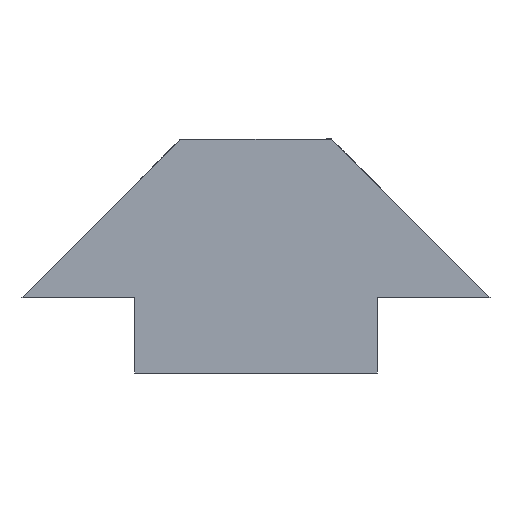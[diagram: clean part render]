
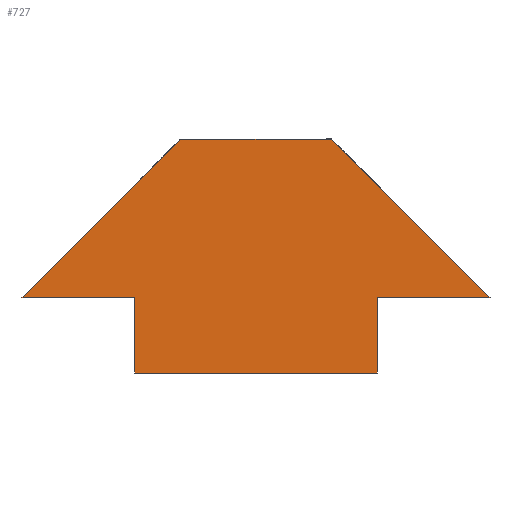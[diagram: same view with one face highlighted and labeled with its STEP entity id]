
A CAD part, front view. The second image highlights one B-rep face of the part: STEP entity #727.
In plain terms, the highlighted planar face has unit normal (0, -1, 0).
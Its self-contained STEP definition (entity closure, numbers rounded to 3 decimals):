
#23=PLANE('',#784);
#68=FACE_OUTER_BOUND('',#103,.T.);
#103=EDGE_LOOP('',(#622,#623,#624,#625,#626,#627,#628,#629));
#200=LINE('',#2322,#243);
#205=LINE('',#2337,#248);
#207=LINE('',#2341,#250);
#209=LINE('',#2345,#252);
#210=LINE('',#2346,#253);
#211=LINE('',#2348,#254);
#212=LINE('',#2350,#255);
#213=LINE('',#2351,#256);
#243=VECTOR('',#874,10.);
#248=VECTOR('',#889,10.);
#250=VECTOR('',#893,10.);
#252=VECTOR('',#897,10.);
#253=VECTOR('',#898,10.);
#254=VECTOR('',#899,10.);
#255=VECTOR('',#900,10.);
#256=VECTOR('',#901,10.);
#327=VERTEX_POINT('',#2319);
#328=VERTEX_POINT('',#2321);
#332=VERTEX_POINT('',#2334);
#333=VERTEX_POINT('',#2336);
#334=VERTEX_POINT('',#2340);
#335=VERTEX_POINT('',#2344);
#336=VERTEX_POINT('',#2347);
#337=VERTEX_POINT('',#2349);
#431=EDGE_CURVE('',#328,#327,#200,.T.);
#438=EDGE_CURVE('',#333,#332,#205,.T.);
#440=EDGE_CURVE('',#334,#328,#207,.T.);
#442=EDGE_CURVE('',#335,#334,#209,.T.);
#443=EDGE_CURVE('',#327,#333,#210,.T.);
#444=EDGE_CURVE('',#332,#336,#211,.T.);
#445=EDGE_CURVE('',#336,#337,#212,.T.);
#446=EDGE_CURVE('',#337,#335,#213,.T.);
#622=ORIENTED_EDGE('',*,*,#442,.T.);
#623=ORIENTED_EDGE('',*,*,#440,.T.);
#624=ORIENTED_EDGE('',*,*,#431,.T.);
#625=ORIENTED_EDGE('',*,*,#443,.T.);
#626=ORIENTED_EDGE('',*,*,#438,.T.);
#627=ORIENTED_EDGE('',*,*,#444,.T.);
#628=ORIENTED_EDGE('',*,*,#445,.T.);
#629=ORIENTED_EDGE('',*,*,#446,.T.);
#727=ADVANCED_FACE('',(#68),#23,.T.);
#784=AXIS2_PLACEMENT_3D('',#2343,#895,#896);
#874=DIRECTION('',(-0.707,0.,-0.707));
#889=DIRECTION('',(0.,0.,-1.));
#893=DIRECTION('',(-1.,0.,0.));
#895=DIRECTION('center_axis',(0.,-1.,0.));
#896=DIRECTION('ref_axis',(0.,0.,-1.));
#897=DIRECTION('',(-0.707,0.,0.707));
#898=DIRECTION('',(1.,0.,0.));
#899=DIRECTION('',(1.,0.,0.));
#900=DIRECTION('',(0.,0.,1.));
#901=DIRECTION('',(1.,0.,0.));
#2319=CARTESIAN_POINT('',(-2.8,-4.75,-1.9));
#2321=CARTESIAN_POINT('',(-0.9,-4.75,0.));
#2322=CARTESIAN_POINT('',(-0.9,-4.75,0.));
#2334=CARTESIAN_POINT('',(-1.45,-4.75,-2.8));
#2336=CARTESIAN_POINT('',(-1.45,-4.75,-1.9));
#2337=CARTESIAN_POINT('',(-1.45,-4.75,-1.9));
#2340=CARTESIAN_POINT('',(0.9,-4.75,0.));
#2341=CARTESIAN_POINT('',(0.,-4.75,0.));
#2343=CARTESIAN_POINT('Origin',(0.,-4.75,-1.4));
#2344=CARTESIAN_POINT('',(2.8,-4.75,-1.9));
#2345=CARTESIAN_POINT('',(0.9,-4.75,0.));
#2346=CARTESIAN_POINT('',(-1.45,-4.75,-1.9));
#2347=CARTESIAN_POINT('',(1.45,-4.75,-2.8));
#2348=CARTESIAN_POINT('',(1.45,-4.75,-2.8));
#2349=CARTESIAN_POINT('',(1.45,-4.75,-1.9));
#2350=CARTESIAN_POINT('',(1.45,-4.75,-1.9));
#2351=CARTESIAN_POINT('',(1.45,-4.75,-1.9));
